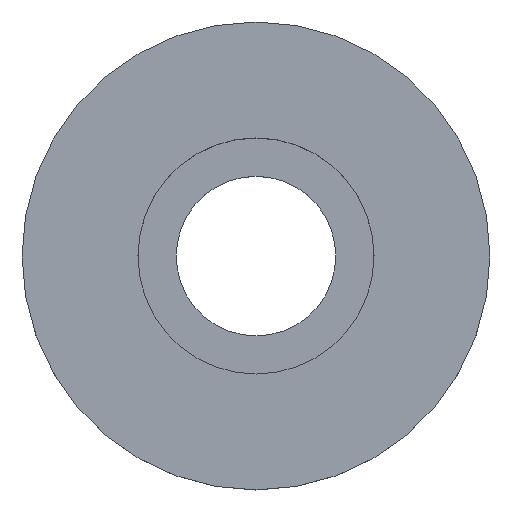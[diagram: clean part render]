
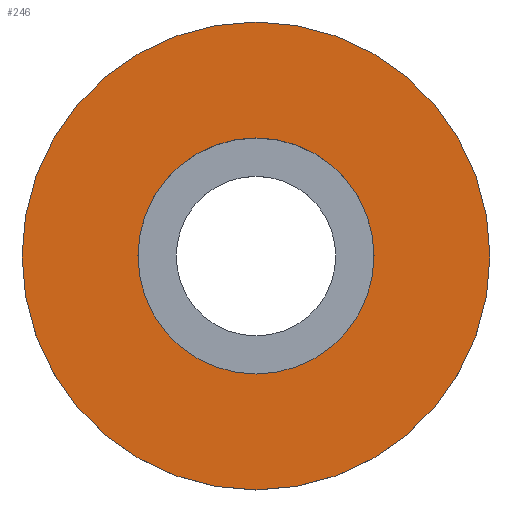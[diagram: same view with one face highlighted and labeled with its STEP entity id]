
A CAD part, top view. The second image highlights one B-rep face of the part: STEP entity #246.
In plain terms, the highlighted planar face has unit normal (0, 0, 1).
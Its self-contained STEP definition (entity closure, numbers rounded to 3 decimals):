
#17=FACE_BOUND('',#50,.T.);
#21=PLANE('',#285);
#32=FACE_OUTER_BOUND('',#49,.T.);
#49=EDGE_LOOP('',(#191));
#50=EDGE_LOOP('',(#192));
#99=CIRCLE('',#271,11.1);
#108=CIRCLE('',#284,22.);
#113=VERTEX_POINT('',#380);
#126=VERTEX_POINT('',#412);
#135=EDGE_CURVE('',#113,#113,#99,.T.);
#150=EDGE_CURVE('',#126,#126,#108,.T.);
#191=ORIENTED_EDGE('',*,*,#150,.T.);
#192=ORIENTED_EDGE('',*,*,#135,.T.);
#246=ADVANCED_FACE('',(#32,#17),#21,.T.);
#271=AXIS2_PLACEMENT_3D('',#381,#303,#304);
#284=AXIS2_PLACEMENT_3D('',#413,#335,#336);
#285=AXIS2_PLACEMENT_3D('',#415,#338,#339);
#303=DIRECTION('center_axis',(0.,0.,
-1.));
#304=DIRECTION('ref_axis',(-1.,0.,0.));
#335=DIRECTION('center_axis',(0.,0.,
1.));
#336=DIRECTION('ref_axis',(-1.,0.,0.));
#338=DIRECTION('center_axis',(0.,0.,
1.));
#339=DIRECTION('ref_axis',(-1.,0.,0.));
#380=CARTESIAN_POINT('',(11.1,0.,13.));
#381=CARTESIAN_POINT('Origin',(0.,0.,
13.));
#412=CARTESIAN_POINT('',(22.,0.,13.));
#413=CARTESIAN_POINT('Origin',(0.,0.,
13.));
#415=CARTESIAN_POINT('Origin',(0.,0.,13.));
